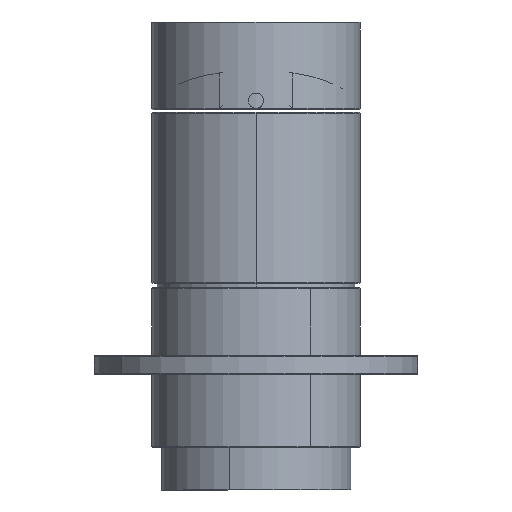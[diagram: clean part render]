
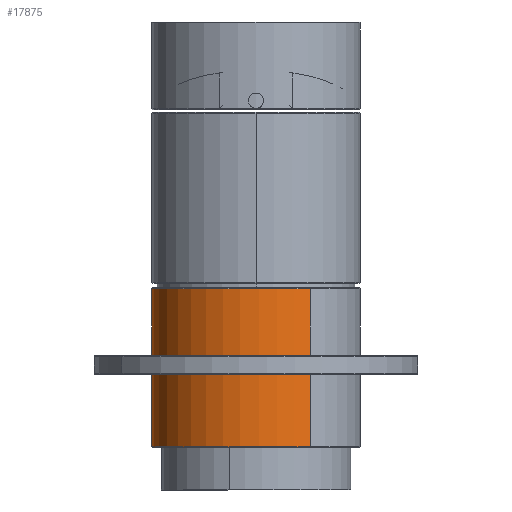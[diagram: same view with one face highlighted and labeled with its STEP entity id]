
A CAD part, front view. The second image highlights one B-rep face of the part: STEP entity #17875.
In plain terms, the highlighted cylindrical face has radius 22.5 mm (diameter 45 mm), a partial arc.
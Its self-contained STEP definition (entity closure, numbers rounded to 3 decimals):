
#53 = ORIENTED_EDGE ( 'NONE', *, *, #7298, .F. ) ;
#512 = DIRECTION ( 'NONE',  ( 0., 0., -1. ) ) ;
#572 = EDGE_CURVE ( 'NONE', #16119, #5182, #7106, .T. ) ;
#674 = DIRECTION ( 'NONE',  ( 0., 0., 1. ) ) ;
#793 = CARTESIAN_POINT ( 'NONE',  ( 0., 34.5, 0. ) ) ;
#1513 = EDGE_LOOP ( 'NONE', ( #17901, #2570, #9677, #53 ) ) ;
#1783 = EDGE_CURVE ( 'NONE', #5182, #7467, #5121, .T. ) ;
#1945 = DIRECTION ( 'NONE',  ( 0., 0., 1. ) ) ;
#2300 = CIRCLE ( 'NONE', #13378, 22.5 ) ;
#2570 = ORIENTED_EDGE ( 'NONE', *, *, #1783, .T. ) ;
#3228 = CARTESIAN_POINT ( 'NONE',  ( 0., 34.3, 0. ) ) ;
#3249 = CARTESIAN_POINT ( 'NONE',  ( 0., 34.3, 22.5 ) ) ;
#3591 = CARTESIAN_POINT ( 'NONE',  ( 0., 0.2, 0. ) ) ;
#3848 = CARTESIAN_POINT ( 'NONE',  ( 0., 0.2, 22.5 ) ) ;
#4896 = FACE_OUTER_BOUND ( 'NONE', #1513, .T. ) ;
#5121 = LINE ( 'NONE', #10801, #15059 ) ;
#5182 = VERTEX_POINT ( 'NONE', #3249 ) ;
#5916 = AXIS2_PLACEMENT_3D ( 'NONE', #3228, #14449, #1945 ) ;
#6217 = LINE ( 'NONE', #7777, #11045 ) ;
#7106 = CIRCLE ( 'NONE', #5916, 22.5 ) ;
#7298 = EDGE_CURVE ( 'NONE', #16119, #16647, #6217, .T. ) ;
#7467 = VERTEX_POINT ( 'NONE', #3848 ) ;
#7777 = CARTESIAN_POINT ( 'NONE',  ( 0., 34.5, -22.5 ) ) ;
#8113 = AXIS2_PLACEMENT_3D ( 'NONE', #793, #10382, #512 ) ;
#9166 = DIRECTION ( 'NONE',  ( 0., 1., 0. ) ) ;
#9677 = ORIENTED_EDGE ( 'NONE', *, *, #14738, .T. ) ;
#10382 = DIRECTION ( 'NONE',  ( 0., -1., 0. ) ) ;
#10801 = CARTESIAN_POINT ( 'NONE',  ( 0., 34.5, 22.5 ) ) ;
#11045 = VECTOR ( 'NONE', #17364, 1000. ) ;
#12514 = CARTESIAN_POINT ( 'NONE',  ( 0., 34.3, -22.5 ) ) ;
#12846 = CARTESIAN_POINT ( 'NONE',  ( 0., 0.2, -22.5 ) ) ;
#13205 = CYLINDRICAL_SURFACE ( 'NONE', #8113, 22.5 ) ;
#13378 = AXIS2_PLACEMENT_3D ( 'NONE', #3591, #9166, #674 ) ;
#14449 = DIRECTION ( 'NONE',  ( 0., -1., 0. ) ) ;
#14738 = EDGE_CURVE ( 'NONE', #7467, #16647, #2300, .T. ) ;
#14909 = DIRECTION ( 'NONE',  ( 0., -1., 0. ) ) ;
#15059 = VECTOR ( 'NONE', #14909, 1000. ) ;
#16119 = VERTEX_POINT ( 'NONE', #12514 ) ;
#16647 = VERTEX_POINT ( 'NONE', #12846 ) ;
#17364 = DIRECTION ( 'NONE',  ( 0., -1., 0. ) ) ;
#17875 = ADVANCED_FACE ( 'NONE', ( #4896 ), #13205, .T. ) ;
#17901 = ORIENTED_EDGE ( 'NONE', *, *, #572, .T. ) ;
